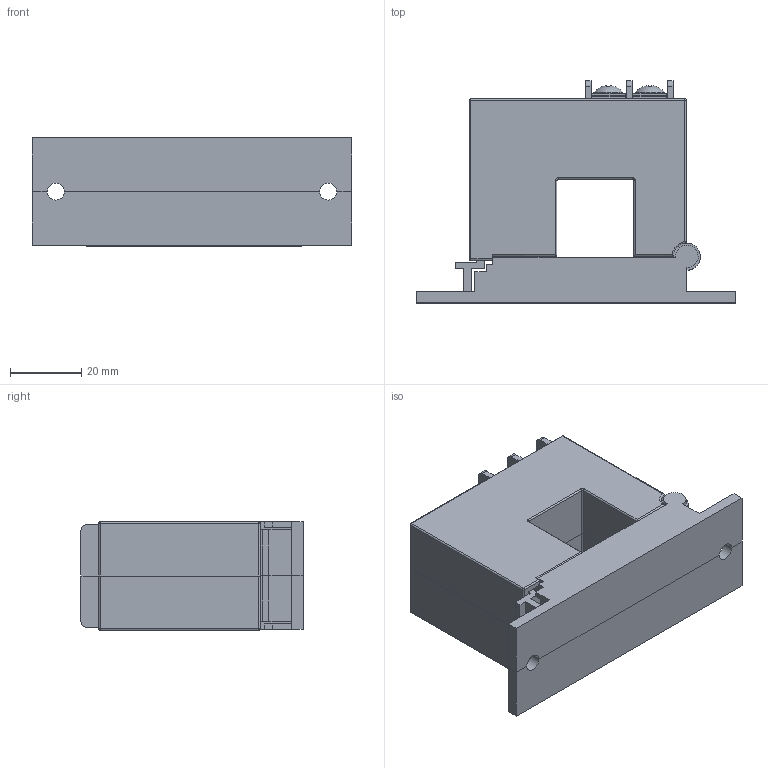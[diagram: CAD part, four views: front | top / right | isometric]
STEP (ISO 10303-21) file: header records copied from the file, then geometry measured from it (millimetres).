
FILE_DESCRIPTION (( 'STEP AP214' ), '1' );
FILE_NAME ('ACSN250-AE-S.STEP', '2019-07-31T19:11:40', ( '' ), ( '' ), 'SwSTEP 2.0', 'SolidWorks 2018', '' );
FILE_SCHEMA (( 'AUTOMOTIVE_DESIGN' ));
Length unit declared in the file: inch
Products named in the file (1): ACSN250-AE-S
Bounding box: 89.66 x 62.41 x 30.48 mm (x, y, z)
Volume: 94532.8 mm3; surface area: 32551.8 mm2
Topology: 10 solids, 10 shells, 306 faces, 788 edges, 502 vertices
Faces by surface type: plane 212, cylinder 78, sphere 10, torus 6
Entity records: 13329 total; most frequent: CARTESIAN_POINT 1631, DIRECTION 1574, ORIENTED_EDGE 1564, EDGE_CURVE 782, LINE 588, VECTOR 588, VERTEX_POINT 502, AXIS2_PLACEMENT_3D 493
